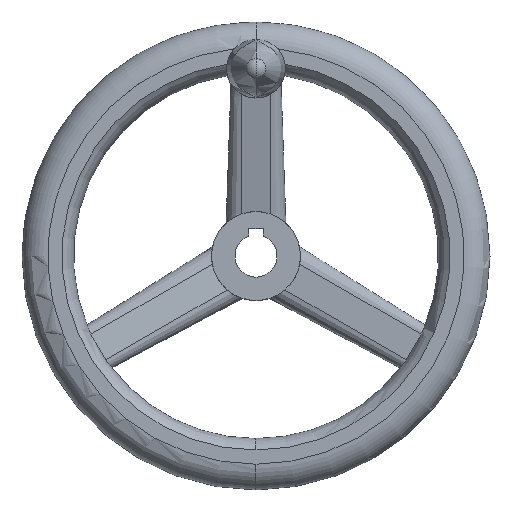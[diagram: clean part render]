
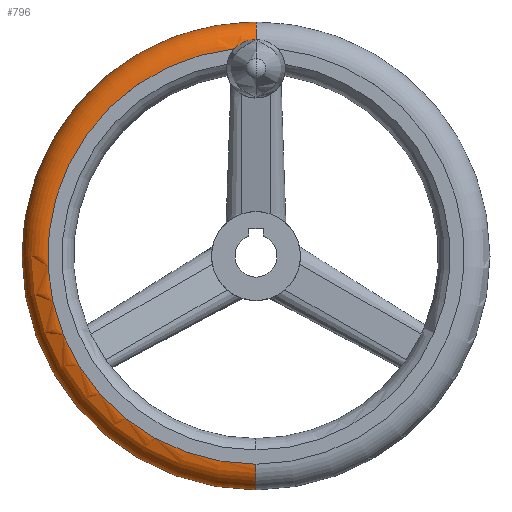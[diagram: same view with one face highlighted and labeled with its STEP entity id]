
A CAD part, top view. The second image highlights one B-rep face of the part: STEP entity #796.
In plain terms, the highlighted toroidal (fillet/blend) face has major radius 89 mm and minor radius 11 mm.
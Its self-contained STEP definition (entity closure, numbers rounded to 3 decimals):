
#426=VERTEX_POINT('',#1010);
#444=VERTEX_POINT('',#1031);
#460=EDGE_CURVE('',#704,#754,#1049,.T.);
#514=EDGE_CURVE('',#742,#444,#1105,.T.);
#564=EDGE_CURVE('',#704,#444,#1166,.T.);
#590=EDGE_CURVE('',#426,#754,#1195,.T.);
#620=EDGE_CURVE('',#426,#742,#1225,.T.);
#704=VERTEX_POINT('',#1315);
#742=VERTEX_POINT('',#1356);
#754=VERTEX_POINT('',#1373);
#796=ADVANCED_FACE('',(#1424),#1425,.T.);
#1010=CARTESIAN_POINT('',(0.,-89.0,45.));
#1031=CARTESIAN_POINT('',(0.,89.,45.));
#1049=CIRCLE('',#1860,100.0);
#1105=CIRCLE('',#1961,89.);
#1166=CIRCLE('',#2125,11.0);
#1195=CIRCLE('',#2217,11.0);
#1225=CIRCLE('',#2286,89.);
#1315=CARTESIAN_POINT('',(0.,100.,34.));
#1356=CARTESIAN_POINT('',(-9.138,88.53,45.));
#1373=CARTESIAN_POINT('',(0.,-100.0,34.));
#1424=FACE_OUTER_BOUND('',#2821,.T.);
#1425=TOROIDAL_SURFACE('',#2822,89.0,11.0);
#1860=AXIS2_PLACEMENT_3D('',#3145,#3146,#3147);
#1961=AXIS2_PLACEMENT_3D('',#3202,#3203,#3204);
#2125=AXIS2_PLACEMENT_3D('',#3299,#3300,#3301);
#2217=AXIS2_PLACEMENT_3D('',#3330,#3331,#3332);
#2286=AXIS2_PLACEMENT_3D('',#3349,#3350,#3351);
#2821=EDGE_LOOP('',(#3615,#3616,#3617,#3618,#3619));
#2822=AXIS2_PLACEMENT_3D('',#3620,#3621,#3622);
#3145=CARTESIAN_POINT('',(0.,0.,34.));
#3146=DIRECTION('',(0.,0.,1.0));
#3147=DIRECTION('',(1.0,0.0,0.));
#3202=CARTESIAN_POINT('',(0.,0.,45.));
#3203=DIRECTION('',(0.,0.,-1.0));
#3204=DIRECTION('',(0.,1.0,0.));
#3299=CARTESIAN_POINT('',(0.,89.,34.));
#3300=DIRECTION('',(1.0,0.,0.));
#3301=DIRECTION('',(0.,1.0,0.));
#3330=CARTESIAN_POINT('',(0.,-89.0,34.));
#3331=DIRECTION('',(1.0,0.,0.));
#3332=DIRECTION('',(0.,-1.0,0.));
#3349=CARTESIAN_POINT('',(0.,0.,45.));
#3350=DIRECTION('',(0.,0.,-1.0));
#3351=DIRECTION('',(0.,1.0,0.));
#3615=ORIENTED_EDGE('',*,*,#460,.T.);
#3616=ORIENTED_EDGE('',*,*,#590,.F.);
#3617=ORIENTED_EDGE('',*,*,#620,.T.);
#3618=ORIENTED_EDGE('',*,*,#514,.T.);
#3619=ORIENTED_EDGE('',*,*,#564,.F.);
#3620=CARTESIAN_POINT('',(0.,0.,34.));
#3621=DIRECTION('',(0.,0.,1.0));
#3622=DIRECTION('',(0.,1.0,0.0));
